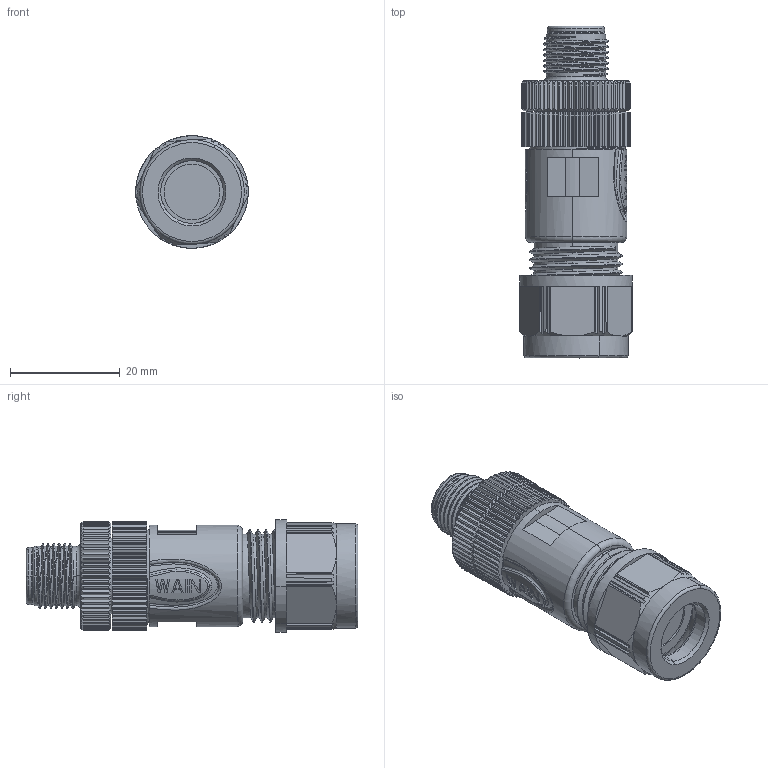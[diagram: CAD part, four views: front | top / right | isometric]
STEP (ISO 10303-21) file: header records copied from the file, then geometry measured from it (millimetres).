
FILE_DESCRIPTION((''),'2;1');
FILE_NAME('3D_1630054111002_M12-M05B-T-D10','2021-01-05T',('zh.su'),(''),'PRO/ENGINEER BY PARAMETRIC TECHNOLOGY CORPORATION, 2012480','PRO/ENGINEER BY PARAMETRIC TECHNOLOGY CORPORATION, 2012480','');
FILE_SCHEMA(('CONFIG_CONTROL_DESIGN'));
Length unit declared in the file: millimetre
Products named in the file (1): 3D_1630054111002_M12-M05B-T-D10
Bounding box: 20.5 x 60.4 x 20.5 mm (x, y, z)
Volume: 13590.2 mm3; surface area: 6029.5 mm2
Topology: 1 solids, 7 shells, 1011 faces, 2660 edges, 1684 vertices
Faces by surface type: plane 434, cylinder 333, cone 161, bspline 37, extrusion 22, torus 14, sphere 10
Entity records: 40555 total; most frequent: CARTESIAN_POINT 16558, ORIENTED_EDGE 5300, DIRECTION 4609, EDGE_CURVE 2650, AXIS2_PLACEMENT_3D 1701, VERTEX_POINT 1684, VECTOR 1207, LINE 1185
